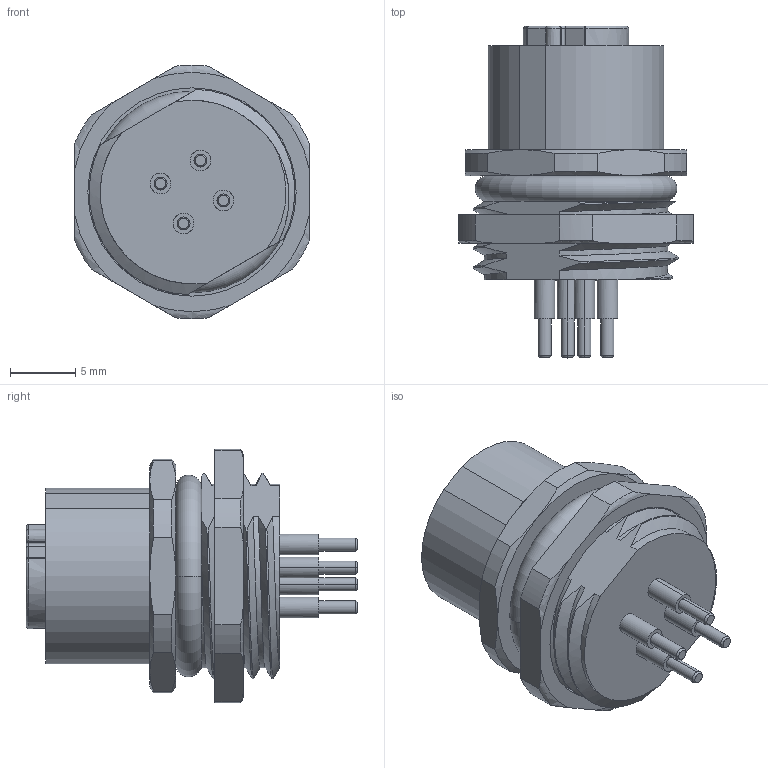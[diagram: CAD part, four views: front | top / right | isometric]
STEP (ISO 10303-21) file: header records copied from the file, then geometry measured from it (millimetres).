
FILE_DESCRIPTION((''),'2;1');
FILE_NAME('3D_1630053241003_M12-F05B-BK-PG','2021-01-04T',('zh.su'),(''),'PRO/ENGINEER BY PARAMETRIC TECHNOLOGY CORPORATION, 2012480','PRO/ENGINEER BY PARAMETRIC TECHNOLOGY CORPORATION, 2012480','');
FILE_SCHEMA(('CONFIG_CONTROL_DESIGN'));
Length unit declared in the file: millimetre
Products named in the file (1): 3D_1630053241003_M12-F05B-BK-PG
Bounding box: 18 x 25.5 x 19.5 mm (x, y, z)
Volume: 2829.4 mm3; surface area: 3101.5 mm2
Topology: 2 solids, 6 shells, 423 faces, 1204 edges, 808 vertices
Faces by surface type: plane 121, cone 113, cylinder 91, extrusion 44, bspline 29, torus 23, sphere 2
Entity records: 16922 total; most frequent: CARTESIAN_POINT 6274, ORIENTED_EDGE 2388, DIRECTION 1983, EDGE_CURVE 1194, VERTEX_POINT 808, AXIS2_PLACEMENT_3D 769, EDGE_LOOP 462, VECTOR 445
